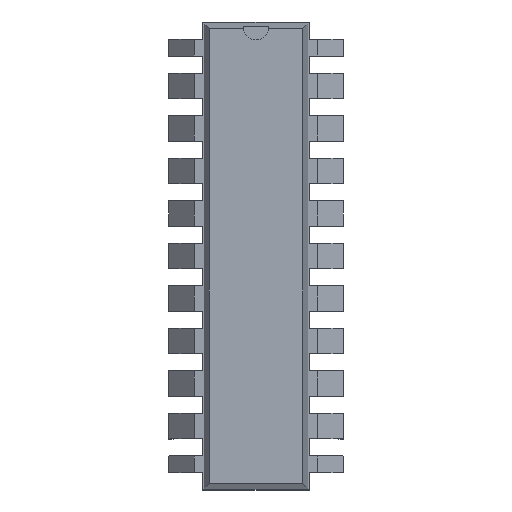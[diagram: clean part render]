
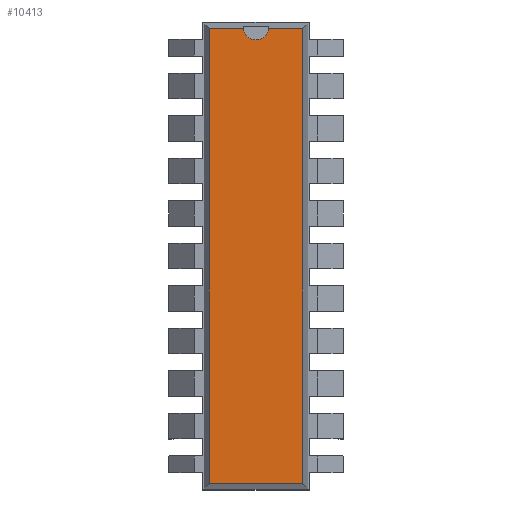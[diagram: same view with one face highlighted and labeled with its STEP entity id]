
A CAD part, top view. The second image highlights one B-rep face of the part: STEP entity #10413.
In plain terms, the highlighted planar face has unit normal (0, 0, 1).
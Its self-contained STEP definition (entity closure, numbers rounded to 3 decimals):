
#5652 = VERTEX_POINT('',#5653);
#5653 = CARTESIAN_POINT('',(7.856,0.871,3.68));
#5658 = EDGE_CURVE('',#5659,#5652,#5661,.T.);
#5659 = VERTEX_POINT('',#5660);
#5660 = CARTESIAN_POINT('',(7.856,-26.271,3.68));
#5661 = LINE('',#5662,#5663);
#5662 = CARTESIAN_POINT('',(7.856,-26.271,3.68));
#5663 = VECTOR('',#5664,1.);
#5664 = DIRECTION('',(0.,1.,0.));
#7818 = VERTEX_POINT('',#7819);
#7819 = CARTESIAN_POINT('',(2.304,0.871,3.68));
#7824 = EDGE_CURVE('',#7825,#7818,#7827,.T.);
#7825 = VERTEX_POINT('',#7826);
#7826 = CARTESIAN_POINT('',(4.334,0.871,3.68));
#7827 = LINE('',#7828,#7829);
#7828 = CARTESIAN_POINT('',(7.856,0.871,3.68));
#7829 = VECTOR('',#7830,1.);
#7830 = DIRECTION('',(-1.,0.,0.));
#8045 = VERTEX_POINT('',#8046);
#8046 = CARTESIAN_POINT('',(5.826,0.871,3.68));
#8150 = EDGE_CURVE('',#5652,#8045,#8151,.T.);
#8151 = LINE('',#8152,#8153);
#8152 = CARTESIAN_POINT('',(7.856,0.871,3.68));
#8153 = VECTOR('',#8154,1.);
#8154 = DIRECTION('',(-1.,0.,0.));
#8243 = VERTEX_POINT('',#8244);
#8244 = CARTESIAN_POINT('',(2.304,-26.271,3.68));
#8249 = EDGE_CURVE('',#7818,#8243,#8250,.T.);
#8250 = LINE('',#8251,#8252);
#8251 = CARTESIAN_POINT('',(2.304,0.871,3.68));
#8252 = VECTOR('',#8253,1.);
#8253 = DIRECTION('',(0.,-1.,0.));
#10402 = EDGE_CURVE('',#8243,#5659,#10403,.T.);
#10403 = LINE('',#10404,#10405);
#10404 = CARTESIAN_POINT('',(2.304,-26.271,3.68));
#10405 = VECTOR('',#10406,1.);
#10406 = DIRECTION('',(1.,0.,0.));
#10413 = ADVANCED_FACE('',(#10414),#10437,.F.);
#10414 = FACE_BOUND('',#10415,.F.);
#10415 = EDGE_LOOP('',(#10416,#10417,#10418,#10419,#10420,#10429,#10436)
);
#10416 = ORIENTED_EDGE('',*,*,#5658,.F.);
#10417 = ORIENTED_EDGE('',*,*,#10402,.F.);
#10418 = ORIENTED_EDGE('',*,*,#8249,.F.);
#10419 = ORIENTED_EDGE('',*,*,#7824,.F.);
#10420 = ORIENTED_EDGE('',*,*,#10421,.F.);
#10421 = EDGE_CURVE('',#10422,#7825,#10424,.T.);
#10422 = VERTEX_POINT('',#10423);
#10423 = CARTESIAN_POINT('',(5.08,0.196,3.68));
#10424 = CIRCLE('',#10425,0.75);
#10425 = AXIS2_PLACEMENT_3D('',#10426,#10427,#10428);
#10426 = CARTESIAN_POINT('',(5.08,0.946,3.68));
#10427 = DIRECTION('',(0.,0.,-1.));
#10428 = DIRECTION('',(0.,-1.,0.));
#10429 = ORIENTED_EDGE('',*,*,#10430,.F.);
#10430 = EDGE_CURVE('',#8045,#10422,#10431,.T.);
#10431 = CIRCLE('',#10432,0.75);
#10432 = AXIS2_PLACEMENT_3D('',#10433,#10434,#10435);
#10433 = CARTESIAN_POINT('',(5.08,0.946,3.68));
#10434 = DIRECTION('',(0.,0.,-1.));
#10435 = DIRECTION('',(0.,-1.,0.));
#10436 = ORIENTED_EDGE('',*,*,#8150,.F.);
#10437 = PLANE('',#10438);
#10438 = AXIS2_PLACEMENT_3D('',#10439,#10440,#10441);
#10439 = CARTESIAN_POINT('',(7.856,-26.271,3.68));
#10440 = DIRECTION('',(0.,0.,-1.));
#10441 = DIRECTION('',(-0.2,0.98,0.));
